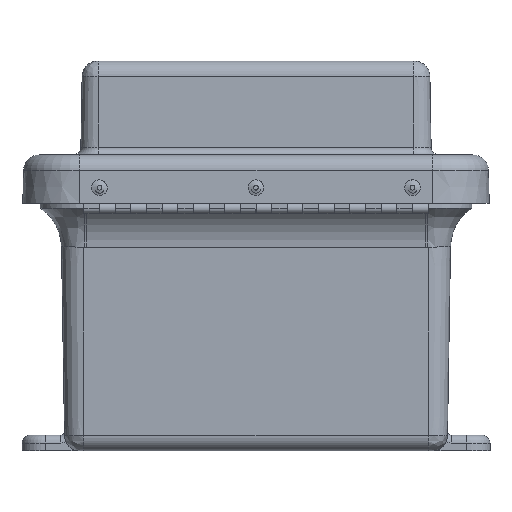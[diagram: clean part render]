
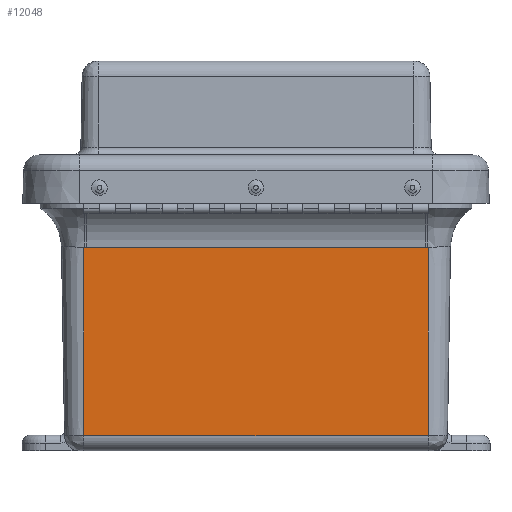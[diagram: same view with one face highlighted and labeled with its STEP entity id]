
A CAD part, left-side view. The second image highlights one B-rep face of the part: STEP entity #12048.
In plain terms, the highlighted face is planar.
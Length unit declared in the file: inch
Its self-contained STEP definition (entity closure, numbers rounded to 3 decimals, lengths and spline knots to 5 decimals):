
#536=LINE($,#19574,#1421);
#568=LINE($,#20064,#1453);
#571=LINE($,#20358,#1456);
#573=LINE($,#20361,#1458);
#1421=VECTOR($,#14824,5.4947);
#1453=VECTOR($,#15024,5.41482);
#1456=VECTOR($,#15061,3.00281);
#1458=VECTOR($,#15065,3.00281);
#2231=PLANE($,#13033);
#3223=FACE_OUTER_BOUND($,#3989,.T.);
#3989=EDGE_LOOP($,(#9086,#9087,#9088,#9089,#9090,#9091));
#4918=CIRCLE($,#13010,1.82724);
#4926=CIRCLE($,#13020,1.82742);
#5629=VERTEX_POINT($,#19529);
#5636=VERTEX_POINT($,#19564);
#5684=VERTEX_POINT($,#19884);
#5688=VERTEX_POINT($,#20025);
#5692=VERTEX_POINT($,#20060);
#5696=VERTEX_POINT($,#20095);
#6903=EDGE_CURVE($,#5636,#5629,#536,.T.);
#6990=EDGE_CURVE($,#5684,#5688,#4918,.T.);
#6996=EDGE_CURVE($,#5688,#5692,#568,.T.);
#7002=EDGE_CURVE($,#5692,#5696,#4926,.T.);
#7016=EDGE_CURVE($,#5696,#5636,#571,.T.);
#7018=EDGE_CURVE($,#5684,#5629,#573,.T.);
#9086=ORIENTED_EDGE($,*,*,#7002,.F.);
#9087=ORIENTED_EDGE($,*,*,#6996,.F.);
#9088=ORIENTED_EDGE($,*,*,#6990,.F.);
#9089=ORIENTED_EDGE($,*,*,#7018,.T.);
#9090=ORIENTED_EDGE($,*,*,#6903,.F.);
#9091=ORIENTED_EDGE($,*,*,#7016,.F.);
#12048=ADVANCED_FACE($,(#3223),#2231,.T.);
#13010=AXIS2_PLACEMENT_3D($,#20029,#15011,#15012);
#13020=AXIS2_PLACEMENT_3D($,#20099,#15035,#15036);
#13033=AXIS2_PLACEMENT_3D($,#20360,#15063,#15064);
#14824=DIRECTION($,(-1.,0.,0.));
#15011=DIRECTION('center_axis',(0.,1.,
0.016));
#15012=DIRECTION('ref_axis',(0.,-0.016,1.));
#15024=DIRECTION($,(1.,0.,0.));
#15035=DIRECTION('center_axis',(0.,1.,
0.016));
#15036=DIRECTION('ref_axis',(0.022,-0.016,1.));
#15061=DIRECTION($,(0.,-0.016,1.));
#15063=DIRECTION('center_axis',(0.,1.,0.016));
#15064=DIRECTION('ref_axis',(-1.,0.,0.));
#15065=DIRECTION($,(0.,-0.016,1.));
#19529=CARTESIAN_POINT('',(-2.74735,2.04909,4.25402));
#19564=CARTESIAN_POINT('',(2.74735,2.04909,4.25402));
#19574=CARTESIAN_POINT($,(2.74735,2.04909,4.25402));
#19884=CARTESIAN_POINT('',(-2.74735,2.09734,1.2516));
#20025=CARTESIAN_POINT('',(-2.70741,2.09733,1.25204));
#20029=CARTESIAN_POINT('Origin',(-2.70743,2.12669,-0.57497));
#20060=CARTESIAN_POINT('',(2.70741,2.09733,1.25204));
#20064=CARTESIAN_POINT($,(-2.70741,2.09733,1.25204));
#20095=CARTESIAN_POINT('',(2.74735,2.09734,1.2516));
#20099=CARTESIAN_POINT('Origin',(2.70743,2.12669,-0.57515));
#20358=CARTESIAN_POINT($,(2.74735,2.09734,1.2516));
#20360=CARTESIAN_POINT('Origin',(-2.74735,2.11742,0.00196));
#20361=CARTESIAN_POINT($,(-2.74735,2.09734,1.2516));
